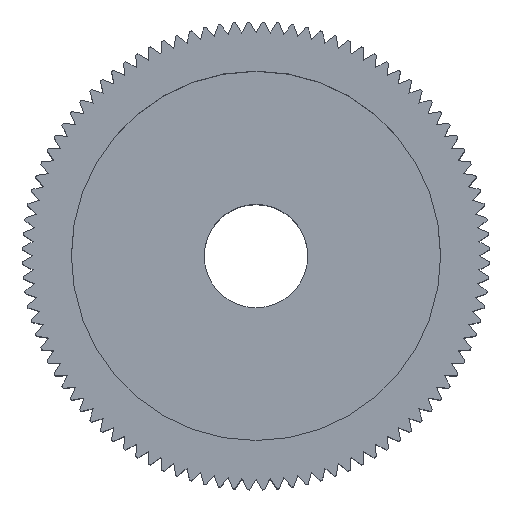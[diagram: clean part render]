
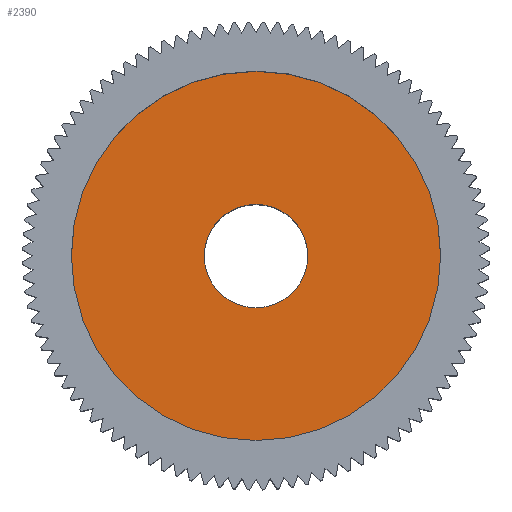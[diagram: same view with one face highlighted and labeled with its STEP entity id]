
A CAD part, top view. The second image highlights one B-rep face of the part: STEP entity #2390.
In plain terms, the highlighted planar face has unit normal (0, 0, 1).
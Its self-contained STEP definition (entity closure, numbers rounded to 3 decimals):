
#2218=EDGE_CURVE('',#4104,#3910,#6002,.T.);
#2390=ADVANCED_FACE('',(#6189,#6190),#6191,.F.);
#2924=VERTEX_POINT('',#6777);
#3910=VERTEX_POINT('',#7851);
#3990=EDGE_CURVE('',#2924,#5490,#7944,.T.);
#4082=EDGE_CURVE('',#3910,#4104,#8044,.T.);
#4104=VERTEX_POINT('',#8067);
#4166=EDGE_CURVE('',#5490,#2924,#8132,.T.);
#5490=VERTEX_POINT('',#9554);
#6002=CIRCLE('',#10396,7.5);
#6189=FACE_BOUND('',#10754,.T.);
#6190=FACE_OUTER_BOUND('',#10755,.T.);
#6191=PLANE('',#10756);
#6777=CARTESIAN_POINT('',(2.1,0.0,9.0));
#7851=CARTESIAN_POINT('',(7.5,0.0,9.0));
#7944=CIRCLE('',#13829,2.1);
#8044=CIRCLE('',#14020,7.5);
#8067=CARTESIAN_POINT('',(-7.5,0.,9.0));
#8132=CIRCLE('',#14171,2.1);
#9554=CARTESIAN_POINT('',(-2.1,0.,9.0));
#10396=AXIS2_PLACEMENT_3D('',#17347,#17348,#17349);
#10754=EDGE_LOOP('',(#17529,#17530));
#10755=EDGE_LOOP('',(#17531,#17532));
#10756=AXIS2_PLACEMENT_3D('',#17533,#17534,#17535);
#13829=AXIS2_PLACEMENT_3D('',#19806,#19807,#19808);
#14020=AXIS2_PLACEMENT_3D('',#19898,#19899,#19900);
#14171=AXIS2_PLACEMENT_3D('',#19974,#19975,#19976);
#17347=CARTESIAN_POINT('',(0.0,0.0,9.0));
#17348=DIRECTION('',(0.0,0.0,-1.0));
#17349=DIRECTION('',(1.0,0.0,0.0));
#17529=ORIENTED_EDGE('',*,*,#3990,.T.);
#17530=ORIENTED_EDGE('',*,*,#4166,.T.);
#17531=ORIENTED_EDGE('',*,*,#4082,.F.);
#17532=ORIENTED_EDGE('',*,*,#2218,.F.);
#17533=CARTESIAN_POINT('',(0.0,0.0,9.0));
#17534=DIRECTION('',(0.0,0.0,-1.0));
#17535=DIRECTION('',(-1.0,0.0,0.0));
#19806=CARTESIAN_POINT('',(0.0,0.0,9.0));
#19807=DIRECTION('',(0.0,0.0,-1.0));
#19808=DIRECTION('',(1.0,0.0,0.0));
#19898=CARTESIAN_POINT('',(0.0,0.0,9.0));
#19899=DIRECTION('',(0.0,0.0,-1.0));
#19900=DIRECTION('',(1.0,0.0,0.0));
#19974=CARTESIAN_POINT('',(0.0,0.0,9.0));
#19975=DIRECTION('',(0.0,0.0,-1.0));
#19976=DIRECTION('',(1.0,0.0,0.0));
